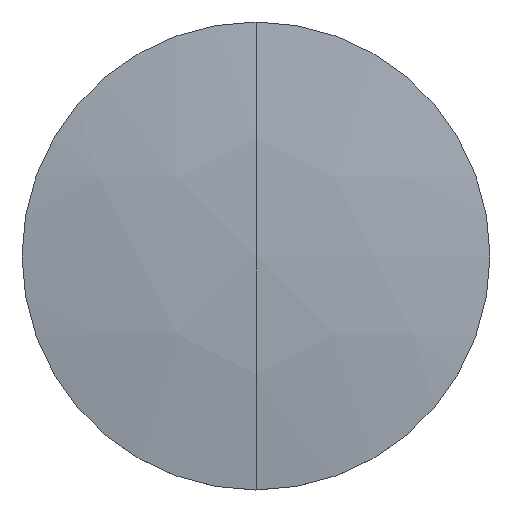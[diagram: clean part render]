
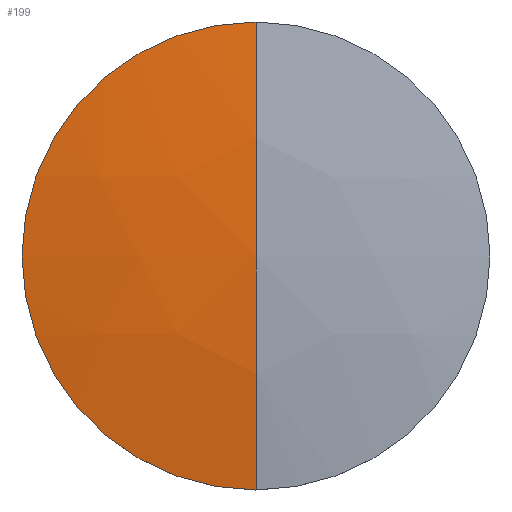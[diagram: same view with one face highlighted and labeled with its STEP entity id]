
A CAD part, top view. The second image highlights one B-rep face of the part: STEP entity #199.
In plain terms, the highlighted free-form (B-spline) face has degree [3, 3] with [4, 4] control points.
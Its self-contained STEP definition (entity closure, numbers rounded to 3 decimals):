
#2 = DIRECTION ( 'NONE',  ( 1., 0., 0. ) ) ;
#12 = CARTESIAN_POINT ( 'NONE',  ( -8.606, 8.648, 6.824 ) ) ;
#21 = EDGE_LOOP ( 'NONE', ( #149, #204, #188 ) ) ;
#35 = CARTESIAN_POINT ( 'NONE',  ( 0., 8.648, 6.824 ) ) ;
#36 = VERTEX_POINT ( 'NONE', #139 ) ;
#41 = AXIS2_PLACEMENT_3D ( 'NONE', #282, #120, #64 ) ;
#46 = CIRCLE ( 'NONE', #203, 25.4 ) ;
#48 = DIRECTION ( 'NONE',  ( 1., 0., 0. ) ) ;
#52 = CARTESIAN_POINT ( 'NONE',  ( -8.447, 25.702, 3.949 ) ) ;
#56 = EDGE_CURVE ( 'NONE', #138, #66, #46, .T. ) ;
#64 = DIRECTION ( 'NONE',  ( 0., -1., 0. ) ) ;
#65 = DIRECTION ( 'NONE',  ( 0., 0., -1. ) ) ;
#66 = VERTEX_POINT ( 'NONE', #162 ) ;
#86 =( BOUNDED_SURFACE ( )  B_SPLINE_SURFACE ( 3, 3, ( 
 ( #128, #237, #176, #147 ),
 ( #222, #177, #130, #261 ),
 ( #35, #12, #175, #103 ),
 ( #288, #52, #98, #171 ) ),
 .UNSPECIFIED., .F., .F., .F. ) 
 B_SPLINE_SURFACE_WITH_KNOTS ( ( 4, 4 ),
 ( 4, 4 ),
 ( 0., 1. ),
 ( 0., 1. ),
 .UNSPECIFIED. ) 
 GEOMETRIC_REPRESENTATION_ITEM ( )  RATIONAL_B_SPLINE_SURFACE ( (
 ( 1., 0.998, 0.998, 1.),
 ( 0.991, 0.988, 0.988, 0.991),
 ( 0.991, 0.988, 0.988, 0.991),
 ( 1., 0.998, 0.998, 1.) ) ) 
 REPRESENTATION_ITEM ( '' )  SURFACE ( )  );
#91 = EDGE_CURVE ( 'NONE', #66, #36, #114, .T. ) ;
#94 = FACE_OUTER_BOUND ( 'NONE', #21, .T. ) ;
#98 = CARTESIAN_POINT ( 'NONE',  ( -16.865, 25.702, 3.248 ) ) ;
#103 = CARTESIAN_POINT ( 'NONE',  ( -25.671, 8.648, 4.688 ) ) ;
#106 = EDGE_CURVE ( 'NONE', #138, #36, #164, .T. ) ;
#114 = CIRCLE ( 'NONE', #115, 25.4 ) ;
#115 = AXIS2_PLACEMENT_3D ( 'NONE', #257, #65, #48 ) ;
#120 = DIRECTION ( 'NONE',  ( -1., 0., 0. ) ) ;
#128 = CARTESIAN_POINT ( 'NONE',  ( 0., -25.702, 3.949 ) ) ;
#130 = CARTESIAN_POINT ( 'NONE',  ( -17.183, -8.648, 6.11 ) ) ;
#136 = CARTESIAN_POINT ( 'NONE',  ( 0., 0., 3.999 ) ) ;
#138 = VERTEX_POINT ( 'NONE', #279 ) ;
#139 = CARTESIAN_POINT ( 'NONE',  ( 0., 25.4, 3.999 ) ) ;
#147 = CARTESIAN_POINT ( 'NONE',  ( -25.195, -25.702, 1.852 ) ) ;
#149 = ORIENTED_EDGE ( 'NONE', *, *, #56, .F. ) ;
#162 = CARTESIAN_POINT ( 'NONE',  ( -25.4, 0., 3.999 ) ) ;
#164 = CIRCLE ( 'NONE', #41, 154.6 ) ;
#171 = CARTESIAN_POINT ( 'NONE',  ( -25.195, 25.702, 1.852 ) ) ;
#175 = CARTESIAN_POINT ( 'NONE',  ( -17.183, 8.648, 6.11 ) ) ;
#176 = CARTESIAN_POINT ( 'NONE',  ( -16.865, -25.702, 3.248 ) ) ;
#177 = CARTESIAN_POINT ( 'NONE',  ( -8.606, -8.648, 6.824 ) ) ;
#188 = ORIENTED_EDGE ( 'NONE', *, *, #91, .F. ) ;
#199 = ADVANCED_FACE ( 'NONE', ( #94 ), #86, .T. ) ;
#203 = AXIS2_PLACEMENT_3D ( 'NONE', #136, #247, #2 ) ;
#204 = ORIENTED_EDGE ( 'NONE', *, *, #106, .T. ) ;
#222 = CARTESIAN_POINT ( 'NONE',  ( 0., -8.648, 6.824 ) ) ;
#237 = CARTESIAN_POINT ( 'NONE',  ( -8.447, -25.702, 3.949 ) ) ;
#247 = DIRECTION ( 'NONE',  ( 0., 0., -1. ) ) ;
#257 = CARTESIAN_POINT ( 'NONE',  ( 0., 0., 3.999 ) ) ;
#261 = CARTESIAN_POINT ( 'NONE',  ( -25.671, -8.648, 4.688 ) ) ;
#279 = CARTESIAN_POINT ( 'NONE',  ( 0., -25.4, 3.999 ) ) ;
#282 = CARTESIAN_POINT ( 'NONE',  ( 0., 0., -148.5 ) ) ;
#288 = CARTESIAN_POINT ( 'NONE',  ( 0., 25.702, 3.949 ) ) ;
